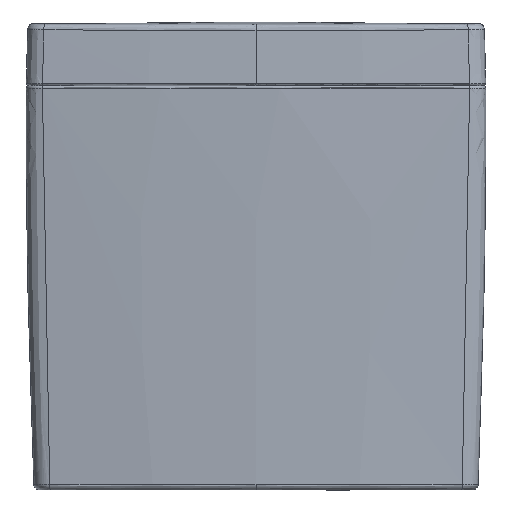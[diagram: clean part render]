
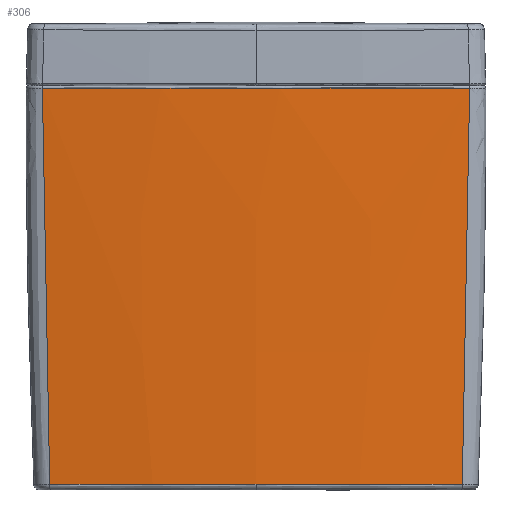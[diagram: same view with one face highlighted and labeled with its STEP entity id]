
A CAD part, front view. The second image highlights one B-rep face of the part: STEP entity #306.
In plain terms, the highlighted free-form (B-spline) face has degree [3, 3] with [4, 7] control points.
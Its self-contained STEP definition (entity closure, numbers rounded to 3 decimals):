
#306=ADVANCED_FACE('',(#391),#317,.F.);
#317=B_SPLINE_SURFACE_WITH_KNOTS('',3,3,((#4101,#4102,#4103,#4104,#4105,
#4106,#4107),(#4108,#4109,#4110,#4111,#4112,#4113,#4114),(#4115,#4116,#4117,
#4118,#4119,#4120,#4121),(#4122,#4123,#4124,#4125,#4126,#4127,#4128)),
 .UNSPECIFIED.,.F.,.F.,.F.,(4,4),(4,1,1,1,4),(0.,1.),(0.,0.25,0.5,0.75,
1.),.UNSPECIFIED.);
#391=FACE_OUTER_BOUND('',#478,.T.);
#478=EDGE_LOOP('',(#853,#854,#855,#856,#857));
#853=ORIENTED_EDGE('',*,*,#1162,.T.);
#854=ORIENTED_EDGE('',*,*,#1163,.T.);
#855=ORIENTED_EDGE('',*,*,#1164,.T.);
#856=ORIENTED_EDGE('',*,*,#1166,.T.);
#857=ORIENTED_EDGE('',*,*,#1167,.T.);
#970=VERTEX_POINT('',#3695);
#971=VERTEX_POINT('',#3742);
#973=VERTEX_POINT('',#3804);
#976=VERTEX_POINT('',#3961);
#977=VERTEX_POINT('',#4068);
#1162=EDGE_CURVE('',#976,#970,#1280,.T.);
#1163=EDGE_CURVE('',#970,#971,#1281,.T.);
#1164=EDGE_CURVE('',#971,#973,#1282,.T.);
#1166=EDGE_CURVE('',#973,#977,#1283,.T.);
#1167=EDGE_CURVE('',#977,#976,#1284,.T.);
#1280=B_SPLINE_CURVE_WITH_KNOTS('',3,(#3992,#3993,#3994,#3995,#3996,#3997,
#3998,#3999,#4000,#4001,#4002,#4003,#4004),.UNSPECIFIED.,.F.,.F.,(4,2,1,
1,1,2,2,4),(0.,0.25,0.375,0.437,0.469,
0.484,0.5,1.),.UNSPECIFIED.);
#1281=B_SPLINE_CURVE_WITH_KNOTS('',3,(#4017,#4018,#4019,#4020,#4021,#4022),
 .UNSPECIFIED.,.F.,.F.,(4,2,4),(0.,0.5,1.),.UNSPECIFIED.);
#1282=B_SPLINE_CURVE_WITH_KNOTS('',3,(#4041,#4042,#4043,#4044,#4045,#4046,
#4047,#4048,#4049,#4050,#4051,#4052,#4053,#4054),.UNSPECIFIED.,.F.,.F.,
(4,2,2,1,1,2,2,4),(0.,0.25,0.375,0.437,
0.469,0.484,0.5,1.),.UNSPECIFIED.);
#1283=B_SPLINE_CURVE_WITH_KNOTS('',3,(#4069,#4070,#4071,#4072),
 .UNSPECIFIED.,.F.,.F.,(4,4),(0.,1.),.UNSPECIFIED.);
#1284=B_SPLINE_CURVE_WITH_KNOTS('',3,(#4085,#4086,#4087,#4088),
 .UNSPECIFIED.,.F.,.F.,(4,4),(0.,1.),.UNSPECIFIED.);
#3695=CARTESIAN_POINT('',(178.016,-139.153,341.453));
#3742=CARTESIAN_POINT('',(-178.018,-139.154,341.453));
#3804=CARTESIAN_POINT('',(-171.895,-129.363,11.341));
#3961=CARTESIAN_POINT('',(171.895,-129.363,11.341));
#3992=CARTESIAN_POINT('',(171.895,-129.363,11.341));
#3993=CARTESIAN_POINT('',(172.981,-130.157,38.27));
#3994=CARTESIAN_POINT('',(173.936,-130.961,65.487));
#3995=CARTESIAN_POINT('',(175.156,-132.182,106.744));
#3996=CARTESIAN_POINT('',(175.714,-132.796,127.479));
#3997=CARTESIAN_POINT('',(176.268,-133.518,151.859));
#3998=CARTESIAN_POINT('',(176.521,-133.881,164.096));
#3999=CARTESIAN_POINT('',(176.624,-134.037,169.351));
#4000=CARTESIAN_POINT('',(176.691,-134.141,172.856));
#4001=CARTESIAN_POINT('',(176.725,-134.194,174.648));
#4002=CARTESIAN_POINT('',(177.777,-135.874,231.269));
#4003=CARTESIAN_POINT('',(178.201,-137.51,286.303));
#4004=CARTESIAN_POINT('',(178.016,-139.153,341.453));
#4017=CARTESIAN_POINT('',(178.016,-139.153,341.453));
#4018=CARTESIAN_POINT('',(118.862,-144.881,341.457));
#4019=CARTESIAN_POINT('',(59.43,-147.704,341.451));
#4020=CARTESIAN_POINT('',(-59.433,-147.723,341.454));
#4021=CARTESIAN_POINT('',(-118.864,-144.888,341.458));
#4022=CARTESIAN_POINT('',(-178.018,-139.154,341.453));
#4041=CARTESIAN_POINT('',(-178.018,-139.154,341.453));
#4042=CARTESIAN_POINT('',(-178.11,-138.332,313.876));
#4043=CARTESIAN_POINT('',(-178.05,-137.512,286.328));
#4044=CARTESIAN_POINT('',(-177.734,-136.285,245.055));
#4045=CARTESIAN_POINT('',(-177.592,-135.876,231.306));
#4046=CARTESIAN_POINT('',(-177.321,-135.264,210.693));
#4047=CARTESIAN_POINT('',(-177.172,-134.958,200.39));
#4048=CARTESIAN_POINT('',(-176.973,-134.601,188.375));
#4049=CARTESIAN_POINT('',(-176.883,-134.449,183.227));
#4050=CARTESIAN_POINT('',(-176.821,-134.347,179.795));
#4051=CARTESIAN_POINT('',(-176.791,-134.297,178.119));
#4052=CARTESIAN_POINT('',(-175.715,-132.579,120.205));
#4053=CARTESIAN_POINT('',(-174.067,-130.951,65.193));
#4054=CARTESIAN_POINT('',(-171.895,-129.363,11.341));
#4068=CARTESIAN_POINT('',(0.,-139.616,11.389));
#4069=CARTESIAN_POINT('',(-171.895,-129.363,11.341));
#4070=CARTESIAN_POINT('',(-113.694,-136.321,11.373));
#4071=CARTESIAN_POINT('',(-56.252,-139.616,11.389));
#4072=CARTESIAN_POINT('',(0.,-139.616,11.389));
#4085=CARTESIAN_POINT('',(0.,-139.616,11.389));
#4086=CARTESIAN_POINT('',(55.92,-139.615,11.389));
#4087=CARTESIAN_POINT('',(113.365,-136.36,11.373));
#4088=CARTESIAN_POINT('',(171.895,-129.363,11.341));
#4101=CARTESIAN_POINT('',(191.621,-137.852,343.704));
#4102=CARTESIAN_POINT('',(159.799,-141.171,343.706));
#4103=CARTESIAN_POINT('',(95.983,-146.125,343.706));
#4104=CARTESIAN_POINT('',(0.,-148.583,343.702));
#4105=CARTESIAN_POINT('',(-95.984,-146.156,343.71));
#4106=CARTESIAN_POINT('',(-159.799,-141.171,343.706));
#4107=CARTESIAN_POINT('',(-191.621,-137.852,343.703));
#4108=CARTESIAN_POINT('',(191.947,-134.423,231.275));
#4109=CARTESIAN_POINT('',(160.09,-137.957,231.277));
#4110=CARTESIAN_POINT('',(96.173,-143.248,231.277));
#4111=CARTESIAN_POINT('',(0.,-145.886,231.274));
#4112=CARTESIAN_POINT('',(-96.174,-143.268,231.28));
#4113=CARTESIAN_POINT('',(-160.09,-137.957,231.277));
#4114=CARTESIAN_POINT('',(-191.947,-134.423,231.275));
#4115=CARTESIAN_POINT('',(189.714,-130.993,118.84));
#4116=CARTESIAN_POINT('',(158.247,-134.743,118.841));
#4117=CARTESIAN_POINT('',(95.085,-140.371,118.841));
#4118=CARTESIAN_POINT('',(0.,-143.189,118.84));
#4119=CARTESIAN_POINT('',(-95.085,-140.381,118.842));
#4120=CARTESIAN_POINT('',(-158.247,-134.743,118.841));
#4121=CARTESIAN_POINT('',(-189.714,-130.993,118.84));
#4122=CARTESIAN_POINT('',(184.971,-127.567,6.512));
#4123=CARTESIAN_POINT('',(154.313,-131.532,6.512));
#4124=CARTESIAN_POINT('',(92.74,-137.496,6.512));
#4125=CARTESIAN_POINT('',(0.,-140.496,6.512));
#4126=CARTESIAN_POINT('',(-92.741,-137.496,6.512));
#4127=CARTESIAN_POINT('',(-154.313,-131.532,6.512));
#4128=CARTESIAN_POINT('',(-184.971,-127.567,6.512));
